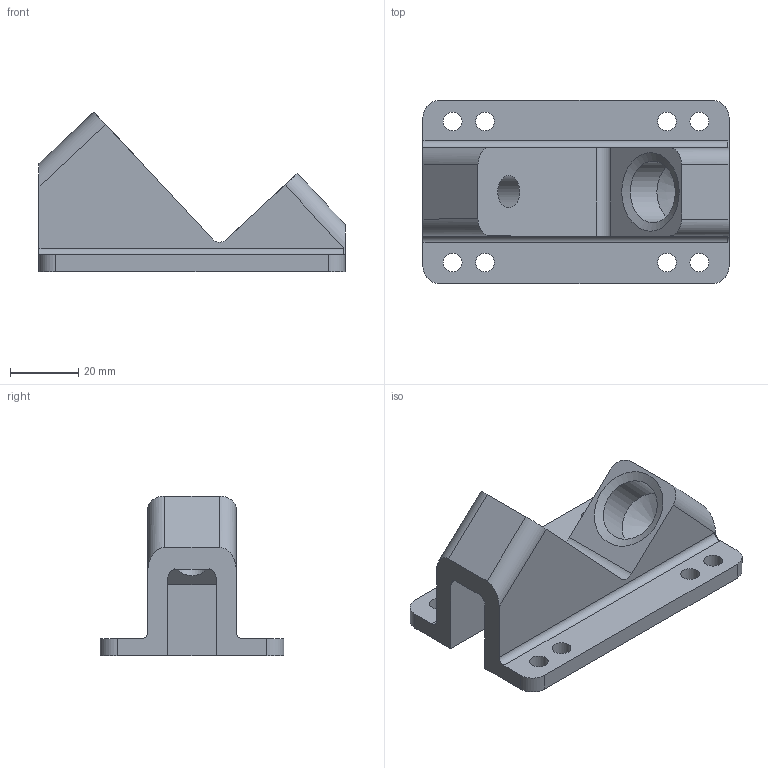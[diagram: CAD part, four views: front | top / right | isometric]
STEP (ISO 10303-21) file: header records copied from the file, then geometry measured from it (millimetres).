
FILE_DESCRIPTION(/* description */ ('Embase Bofolia 47°'),/* implementation_level */ '2;1');
FILE_NAME(/* name */ '107 Embase Bofolia 47°.stp',/* time_stamp */ '2022-05-02T21:49:31+02:00',/* author */ ('Feuille'),/* organization */ ('ACTIA'),/* preprocessor_version */ 'ST-DEVELOPER v17',/* originating_system */ 'Autodesk Inventor 2019',/* authorisation */ 'M. GALLAND');
FILE_SCHEMA (('AUTOMOTIVE_DESIGN { 1 0 10303 214 3 1 1 }'));
Length unit declared in the file: millimetre
Products named in the file (1): 107
Bounding box: 90 x 54 x 47 mm (x, y, z)
Volume: 59947.7 mm3; surface area: 18893.5 mm2
Topology: 1 solids, 1 shells, 46 faces, 136 edges, 93 vertices
Faces by surface type: cylinder 23, plane 19, bspline 2, cone 2
Full cylindrical faces by diameter (mm): 5.5 x8, 9.5 x1, 18.1 x1
Entity records: 1778 total; most frequent: CARTESIAN_POINT 422, DIRECTION 279, ORIENTED_EDGE 272, EDGE_CURVE 136, AXIS2_PLACEMENT_3D 104, VERTEX_POINT 93, LINE 71, VECTOR 71
